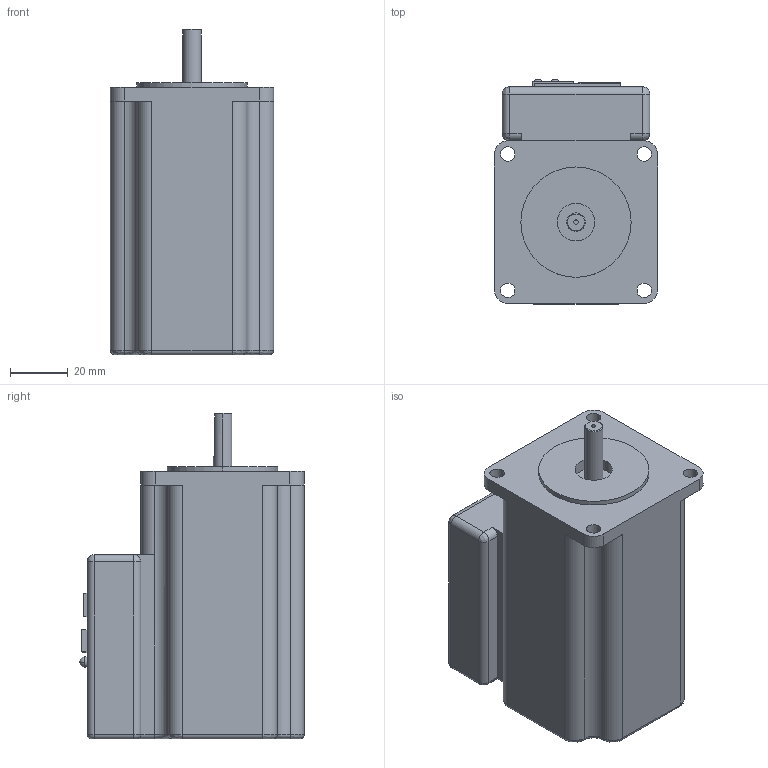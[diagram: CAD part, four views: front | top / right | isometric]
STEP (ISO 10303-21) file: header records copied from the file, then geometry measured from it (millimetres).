
FILE_DESCRIPTION (( 'STEP AP214' ), '1' );
FILE_NAME ('STP-MTRD-23042RE.STEP', '2020-05-07T11:06:38', ( '' ), ( '' ), 'SwSTEP 2.0', 'SolidWorks 2017', '' );
FILE_SCHEMA (( 'AUTOMOTIVE_DESIGN' ));
Length unit declared in the file: inch
Products named in the file (1): STP-MTRD-23042RE
Bounding box: 56.4 x 77.5 x 112.4 mm (x, y, z)
Volume: 322994.1 mm3; surface area: 32546.9 mm2
Topology: 1 solids, 1 shells, 134 faces, 328 edges, 204 vertices
Faces by surface type: plane 56, cylinder 55, bspline 14, torus 8, cone 1
Entity records: 4125 total; most frequent: CARTESIAN_POINT 915, DIRECTION 685, ORIENTED_EDGE 648, EDGE_CURVE 324, AXIS2_PLACEMENT_3D 254, VERTEX_POINT 204, LINE 177, VECTOR 177
